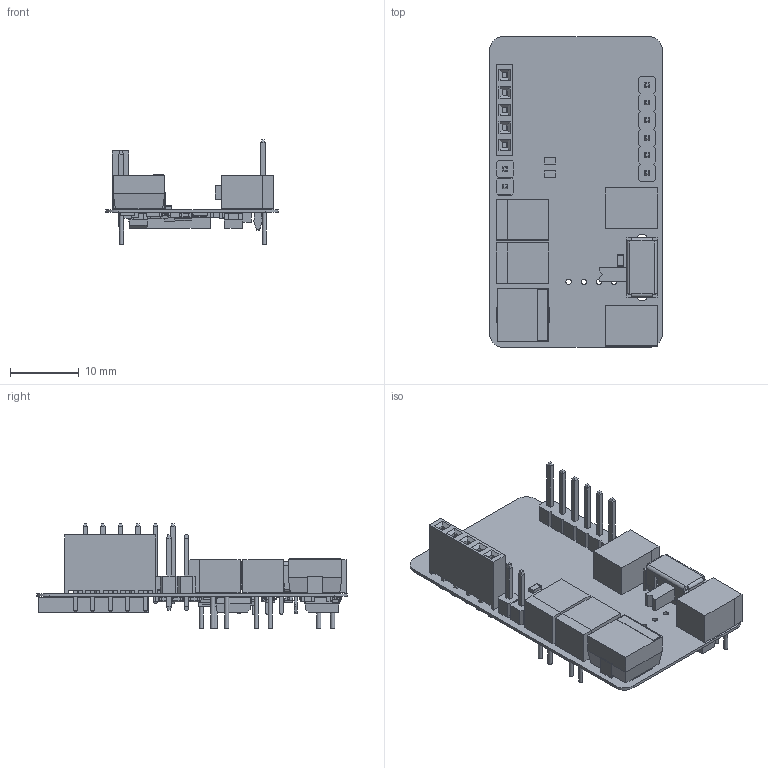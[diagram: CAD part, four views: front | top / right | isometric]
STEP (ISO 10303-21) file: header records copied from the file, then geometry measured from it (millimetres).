
FILE_DESCRIPTION(('Open CASCADE Model'),'2;1');
FILE_NAME('Open CASCADE Shape Model','2022-11-22T08:49:22',('Author'),( 'Open CASCADE'),'Open CASCADE STEP processor 6.8','Open CASCADE 6.8' ,'Unknown');
FILE_SCHEMA(('AUTOMOTIVE_DESIGN { 1 0 10303 214 1 1 1 1 }'));
Length unit declared in the file: millimetre
Products named in the file (123): PCB; Board; Open CASCADE STEP translator 6.8 2.1.1; Open CASCADE STEP translator 6.8 2.2; 5718785248; SOT23_lower_body; SOT23_Lead; SOT23_Upper_body; Open CASCADE STEP translator 6.8 2.3; 5718779088; Mid_Body; Terminal; Open_CASCADE_STEP_translator_6.8_15.2.1; Mark; Power; 5718785888; knob; cover; inside; pins; L1; 5718785008; Open CASCADE STEP translator 6.8 2.6; Open CASCADE STEP translator 6.8 2.7; 5718778608; Aimant; header_2_droit_1_rangee; 6019511648; Extruded; Open CASCADE STEP translator 6.8 2.10; Open CASCADE STEP translator 6.8 2.11; R4; 5718781968; Open_CASCADE_STEP_translator_6.8_4.2.1; R3; 5718778368; R10; resistance_cms_0805; R8; R1 ...
Assembly tree (159 placements, depth 5):
  PCB
    Board
      Open CASCADE STEP translator 6.8 2.1.1
    Open CASCADE STEP translator 6.8 2.2
      5718785248
        SOT23_lower_body
        SOT23_Lead  x3
        SOT23_Upper_body
    Open CASCADE STEP translator 6.8 2.3
      5718779088
        Mid_Body
        Terminal  x2
          Open_CASCADE_STEP_translator_6.8_15.2.1
        Mark
    Power
      5718785888
        knob
        cover
        inside
        pins
    L1
      5718785008
    Open CASCADE STEP translator 6.8 2.6
      5718779088
        Mid_Body
        Terminal  x2
          Open_CASCADE_STEP_translator_6.8_15.2.1
        Mark
    Open CASCADE STEP translator 6.8 2.7
      5718778608
        Mid_Body
        Terminal  x2
          Open_CASCADE_STEP_translator_6.8_15.2.1
        Mark
    Aimant
      header_2_droit_1_rangee
    (unnamed)
      6019511648
        Extruded
    Open CASCADE STEP translator 6.8 2.10
      5718779088
        Mid_Body
        Terminal  x2
          Open_CASCADE_STEP_translator_6.8_15.2.1
        Mark
    Open CASCADE STEP translator 6.8 2.11
      5718778608
        Mid_Body
        Terminal  x2
          Open_CASCADE_STEP_translator_6.8_15.2.1
        Mark
    R4
      5718781968
        Mid_Body
        Terminal  x2
          Open_CASCADE_STEP_translator_6.8_4.2.1
        Mark
    R3
      5718778368
        Mid_Body
Bounding box: 25.02 x 45.09 x 15.1 mm (x, y, z)
Volume: 2620.2 mm3; surface area: 6451.9 mm2
Topology: 194 solids, 194 shells, 3166 faces, 7534 edges, 4759 vertices
Faces by surface type: plane 2257, cylinder 471, bspline 334, sphere 104
Full cylindrical faces by diameter (mm): 0.194 x1, 0.6 x16, 0.762 x4, 0.8 x11, 0.9 x13, 1.5 x2
Entity records: 66696 total; most frequent: CARTESIAN_POINT 12679, ORIENTED_EDGE 9506, DIRECTION 9241, EDGE_CURVE 4753, LINE 4123, VECTOR 4123, VERTEX_POINT 3073, AXIS2_PLACEMENT_3D 2559
